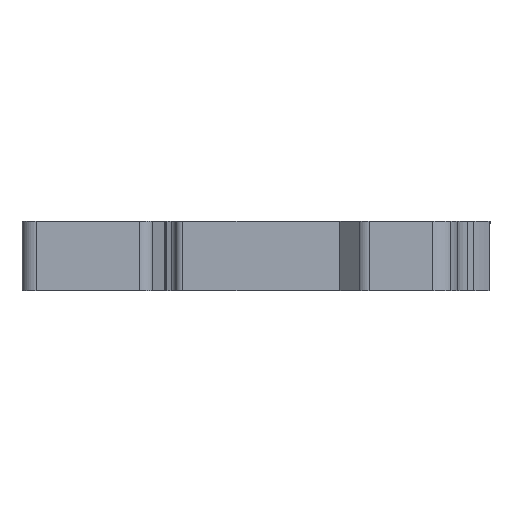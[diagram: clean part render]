
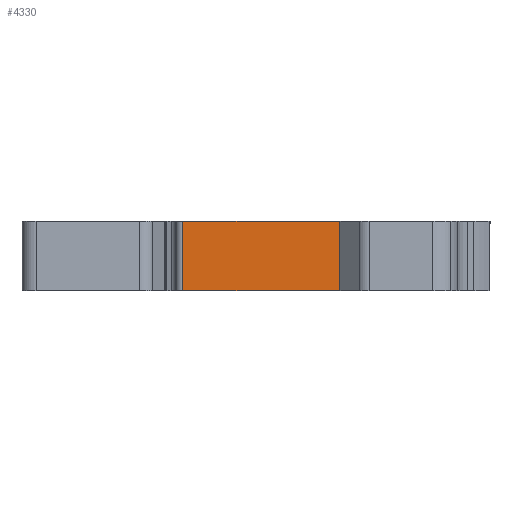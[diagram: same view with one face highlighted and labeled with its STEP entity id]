
A CAD part, front view. The second image highlights one B-rep face of the part: STEP entity #4330.
In plain terms, the highlighted planar face has unit normal (0, -1, 0).
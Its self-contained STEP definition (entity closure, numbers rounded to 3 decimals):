
#411 = VECTOR ( 'NONE', #1496, 1000. ) ;
#459 = CARTESIAN_POINT ( 'NONE',  ( -5.497, -14.429, 0. ) ) ;
#463 = ORIENTED_EDGE ( 'NONE', *, *, #3367, .T. ) ;
#1104 = LINE ( 'NONE', #3548, #4753 ) ;
#1219 = DIRECTION ( 'NONE',  ( -1., 0., 0. ) ) ;
#1288 = VERTEX_POINT ( 'NONE', #4264 ) ;
#1313 = ORIENTED_EDGE ( 'NONE', *, *, #2736, .T. ) ;
#1359 = EDGE_CURVE ( 'NONE', #5278, #2514, #1104, .T. ) ;
#1442 = AXIS2_PLACEMENT_3D ( 'NONE', #5879, #4056, #1219 ) ;
#1496 = DIRECTION ( 'NONE',  ( 0., 0., 1. ) ) ;
#1683 = LINE ( 'NONE', #2396, #411 ) ;
#1694 = CARTESIAN_POINT ( 'NONE',  ( -5.3, -14.429, 4.95 ) ) ;
#1722 = EDGE_CURVE ( 'NONE', #4532, #5278, #4888, .T. ) ;
#2280 = ORIENTED_EDGE ( 'NONE', *, *, #1359, .F. ) ;
#2396 = CARTESIAN_POINT ( 'NONE',  ( 6.4, -14.429, -16.178 ) ) ;
#2410 = DIRECTION ( 'NONE',  ( 1., 0., 0. ) ) ;
#2514 = VERTEX_POINT ( 'NONE', #3562 ) ;
#2606 = VECTOR ( 'NONE', #2410, 1000. ) ;
#2736 = EDGE_CURVE ( 'NONE', #1288, #2514, #1683, .T. ) ;
#3367 = EDGE_CURVE ( 'NONE', #4532, #1288, #3850, .T. ) ;
#3548 = CARTESIAN_POINT ( 'NONE',  ( -5.497, -14.429, 4.95 ) ) ;
#3562 = CARTESIAN_POINT ( 'NONE',  ( 6.4, -14.429, 4.95 ) ) ;
#3587 = PLANE ( 'NONE',  #1442 ) ;
#3660 = DIRECTION ( 'NONE',  ( 1., 0., 0. ) ) ;
#3850 = LINE ( 'NONE', #459, #2606 ) ;
#4056 = DIRECTION ( 'NONE',  ( 0., 1., 0. ) ) ;
#4110 = DIRECTION ( 'NONE',  ( 0., 0., 1. ) ) ;
#4157 = EDGE_LOOP ( 'NONE', ( #463, #1313, #2280, #5888 ) ) ;
#4264 = CARTESIAN_POINT ( 'NONE',  ( 6.4, -14.429, 0. ) ) ;
#4330 = ADVANCED_FACE ( 'NONE', ( #4864 ), #3587, .F. ) ;
#4402 = CARTESIAN_POINT ( 'NONE',  ( -5.3, -14.429, -2.914 ) ) ;
#4532 = VERTEX_POINT ( 'NONE', #6012 ) ;
#4753 = VECTOR ( 'NONE', #3660, 1000. ) ;
#4864 = FACE_OUTER_BOUND ( 'NONE', #4157, .T. ) ;
#4888 = LINE ( 'NONE', #4402, #5929 ) ;
#5278 = VERTEX_POINT ( 'NONE', #1694 ) ;
#5879 = CARTESIAN_POINT ( 'NONE',  ( -5.497, -14.429, 9.95 ) ) ;
#5888 = ORIENTED_EDGE ( 'NONE', *, *, #1722, .F. ) ;
#5929 = VECTOR ( 'NONE', #4110, 1000. ) ;
#6012 = CARTESIAN_POINT ( 'NONE',  ( -5.3, -14.429, 0. ) ) ;
